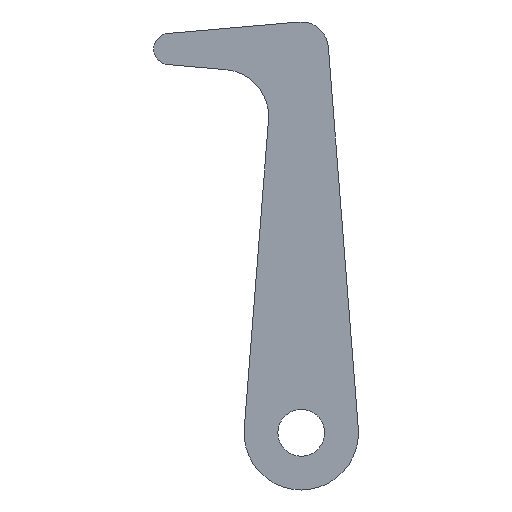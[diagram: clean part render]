
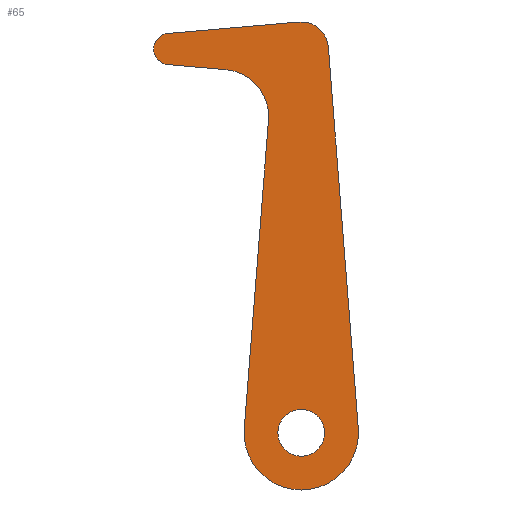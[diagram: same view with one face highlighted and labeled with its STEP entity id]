
A CAD part, front view. The second image highlights one B-rep face of the part: STEP entity #65.
In plain terms, the highlighted planar face has unit normal (0, -1, 0).
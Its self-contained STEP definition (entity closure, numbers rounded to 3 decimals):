
#46 = CARTESIAN_POINT ( 'NONE',  ( -12.827, 0., 35.402 ) ) ;
#51 = AXIS2_PLACEMENT_3D ( 'NONE', #557, #983, #1462 ) ;
#65 = ADVANCED_FACE ( 'NONE', ( #2810, #2583 ), #76, .F. ) ;
#76 = PLANE ( 'NONE',  #51 ) ;
#87 = EDGE_CURVE ( 'NONE', #2026, #2823, #1174, .T. ) ;
#118 = CIRCLE ( 'NONE', #350, 2.605 ) ;
#272 = DIRECTION ( 'NONE',  ( 0., 0., 1. ) ) ;
#284 = DIRECTION ( 'NONE',  ( 0., 1., 0. ) ) ;
#350 = AXIS2_PLACEMENT_3D ( 'NONE', #1444, #567, #2151 ) ;
#407 = EDGE_CURVE ( 'NONE', #906, #1512, #775, .T. ) ;
#409 = DIRECTION ( 'NONE',  ( 0., -1., 0. ) ) ;
#416 = DIRECTION ( 'NONE',  ( 0., 0., 1. ) ) ;
#422 = DIRECTION ( 'NONE',  ( 0., 0., 1. ) ) ;
#454 = VECTOR ( 'NONE', #2838, 1000. ) ;
#501 = EDGE_CURVE ( 'NONE', #1512, #2295, #2407, .T. ) ;
#502 = LINE ( 'NONE', #937, #2924 ) ;
#518 = ORIENTED_EDGE ( 'NONE', *, *, #87, .F. ) ;
#532 = CARTESIAN_POINT ( 'NONE',  ( -12.696, 0., 36.895 ) ) ;
#539 = LINE ( 'NONE', #758, #1172 ) ;
#557 = CARTESIAN_POINT ( 'NONE',  ( 0., 0., 0. ) ) ;
#567 = DIRECTION ( 'NONE',  ( 0., 1., 0. ) ) ;
#584 = CARTESIAN_POINT ( 'NONE',  ( -3.15, 0., 30.077 ) ) ;
#615 = CARTESIAN_POINT ( 'NONE',  ( 0., 0., 0. ) ) ;
#622 = VERTEX_POINT ( 'NONE', #2604 ) ;
#653 = CARTESIAN_POINT ( 'NONE',  ( -3.15, 0., 30.077 ) ) ;
#663 = EDGE_CURVE ( 'NONE', #2205, #2209, #118, .T. ) ;
#669 = CARTESIAN_POINT ( 'NONE',  ( 0., 0., 0. ) ) ;
#711 = ORIENTED_EDGE ( 'NONE', *, *, #1470, .F. ) ;
#750 = ORIENTED_EDGE ( 'NONE', *, *, #1147, .T. ) ;
#758 = CARTESIAN_POINT ( 'NONE',  ( 5.483, 0., 0.432 ) ) ;
#775 = LINE ( 'NONE', #584, #454 ) ;
#844 = VERTEX_POINT ( 'NONE', #2417 ) ;
#906 = VERTEX_POINT ( 'NONE', #2560 ) ;
#924 = DIRECTION ( 'NONE',  ( 0., 1., 0. ) ) ;
#937 = CARTESIAN_POINT ( 'NONE',  ( -12.827, 0., 35.402 ) ) ;
#975 = CIRCLE ( 'NONE', #2640, 5.5 ) ;
#977 = EDGE_CURVE ( 'NONE', #2295, #2026, #502, .T. ) ;
#983 = DIRECTION ( 'NONE',  ( 0., 1., 0. ) ) ;
#990 = CARTESIAN_POINT ( 'NONE',  ( 2.597, 0., 37.099 ) ) ;
#1019 = AXIS2_PLACEMENT_3D ( 'NONE', #1099, #409, #1068 ) ;
#1068 = DIRECTION ( 'NONE',  ( 0., 0., -1. ) ) ;
#1078 = ORIENTED_EDGE ( 'NONE', *, *, #2278, .F. ) ;
#1099 = CARTESIAN_POINT ( 'NONE',  ( -7.636, 0., 30.43 ) ) ;
#1105 = CARTESIAN_POINT ( 'NONE',  ( 5.483, 0., 0.432 ) ) ;
#1147 = EDGE_CURVE ( 'NONE', #622, #844, #2826, .T. ) ;
#1172 = VECTOR ( 'NONE', #2367, 1000. ) ;
#1174 = CIRCLE ( 'NONE', #1836, 1.499 ) ;
#1219 = CARTESIAN_POINT ( 'NONE',  ( -0.227, 0., 39.49 ) ) ;
#1243 = DIRECTION ( 'NONE',  ( 0.996, 0., 0.087 ) ) ;
#1312 = EDGE_LOOP ( 'NONE', ( #750, #1634 ) ) ;
#1328 = ORIENTED_EDGE ( 'NONE', *, *, #1726, .F. ) ;
#1357 = VERTEX_POINT ( 'NONE', #1105 ) ;
#1362 = DIRECTION ( 'NONE',  ( 0., 1., 0. ) ) ;
#1367 = ORIENTED_EDGE ( 'NONE', *, *, #663, .F. ) ;
#1418 = DIRECTION ( 'NONE',  ( -0.996, 0., 0.087 ) ) ;
#1434 = ORIENTED_EDGE ( 'NONE', *, *, #407, .F. ) ;
#1444 = CARTESIAN_POINT ( 'NONE',  ( 0., 0., 36.895 ) ) ;
#1462 = DIRECTION ( 'NONE',  ( 0., 0., 1. ) ) ;
#1468 = LINE ( 'NONE', #2378, #1500 ) ;
#1470 = EDGE_CURVE ( 'NONE', #1357, #1982, #975, .T. ) ;
#1500 = VECTOR ( 'NONE', #1243, 1000. ) ;
#1512 = VERTEX_POINT ( 'NONE', #653 ) ;
#1552 = AXIS2_PLACEMENT_3D ( 'NONE', #615, #1801, #422 ) ;
#1603 = AXIS2_PLACEMENT_3D ( 'NONE', #669, #924, #1839 ) ;
#1634 = ORIENTED_EDGE ( 'NONE', *, *, #1872, .T. ) ;
#1687 = DIRECTION ( 'NONE',  ( 0., 1., 0. ) ) ;
#1726 = EDGE_CURVE ( 'NONE', #1982, #906, #2506, .T. ) ;
#1801 = DIRECTION ( 'NONE',  ( 0., 1., 0. ) ) ;
#1807 = ORIENTED_EDGE ( 'NONE', *, *, #2813, .F. ) ;
#1836 = AXIS2_PLACEMENT_3D ( 'NONE', #532, #1687, #2385 ) ;
#1839 = DIRECTION ( 'NONE',  ( 0., 0., 1. ) ) ;
#1872 = EDGE_CURVE ( 'NONE', #844, #622, #2688, .T. ) ;
#1897 = CARTESIAN_POINT ( 'NONE',  ( 0., 0., -5.5 ) ) ;
#1982 = VERTEX_POINT ( 'NONE', #1897 ) ;
#2017 = ORIENTED_EDGE ( 'NONE', *, *, #501, .F. ) ;
#2026 = VERTEX_POINT ( 'NONE', #46 ) ;
#2078 = CARTESIAN_POINT ( 'NONE',  ( 0., 0., 0. ) ) ;
#2138 = CARTESIAN_POINT ( 'NONE',  ( -7.244, 0., 34.913 ) ) ;
#2149 = CARTESIAN_POINT ( 'NONE',  ( -12.827, 0., 38.388 ) ) ;
#2151 = DIRECTION ( 'NONE',  ( 0., 0., 1. ) ) ;
#2205 = VERTEX_POINT ( 'NONE', #1219 ) ;
#2209 = VERTEX_POINT ( 'NONE', #990 ) ;
#2278 = EDGE_CURVE ( 'NONE', #2209, #1357, #539, .T. ) ;
#2288 = EDGE_LOOP ( 'NONE', ( #711, #1078, #1367, #1807, #518, #2702, #2017, #1434, #1328 ) ) ;
#2295 = VERTEX_POINT ( 'NONE', #2138 ) ;
#2367 = DIRECTION ( 'NONE',  ( 0.078, 0., -0.997 ) ) ;
#2378 = CARTESIAN_POINT ( 'NONE',  ( -12.827, 0., 38.388 ) ) ;
#2385 = DIRECTION ( 'NONE',  ( 0., 0., 1. ) ) ;
#2407 = CIRCLE ( 'NONE', #1019, 4.5 ) ;
#2417 = CARTESIAN_POINT ( 'NONE',  ( 0., 0., 2.25 ) ) ;
#2452 = CARTESIAN_POINT ( 'NONE',  ( 0., 0., 0. ) ) ;
#2506 = CIRCLE ( 'NONE', #1603, 5.5 ) ;
#2560 = CARTESIAN_POINT ( 'NONE',  ( -5.483, 0., 0.432 ) ) ;
#2583 = FACE_OUTER_BOUND ( 'NONE', #2288, .T. ) ;
#2604 = CARTESIAN_POINT ( 'NONE',  ( 0., 0., -2.25 ) ) ;
#2640 = AXIS2_PLACEMENT_3D ( 'NONE', #2452, #1362, #416 ) ;
#2688 = CIRCLE ( 'NONE', #2828, 2.25 ) ;
#2702 = ORIENTED_EDGE ( 'NONE', *, *, #977, .F. ) ;
#2810 = FACE_BOUND ( 'NONE', #1312, .T. ) ;
#2813 = EDGE_CURVE ( 'NONE', #2823, #2205, #1468, .T. ) ;
#2823 = VERTEX_POINT ( 'NONE', #2149 ) ;
#2826 = CIRCLE ( 'NONE', #1552, 2.25 ) ;
#2828 = AXIS2_PLACEMENT_3D ( 'NONE', #2078, #284, #272 ) ;
#2838 = DIRECTION ( 'NONE',  ( 0.078, 0., 0.997 ) ) ;
#2924 = VECTOR ( 'NONE', #1418, 1000. ) ;
